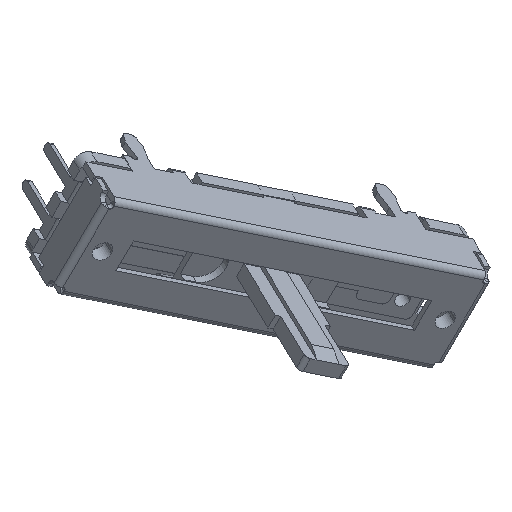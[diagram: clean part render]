
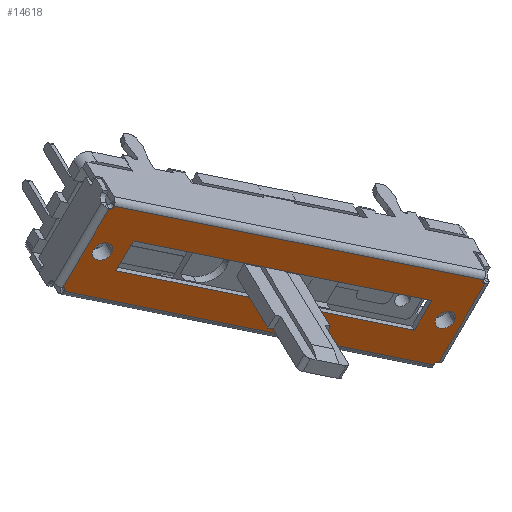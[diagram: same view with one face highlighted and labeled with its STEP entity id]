
A CAD part, left-side view. The second image highlights one B-rep face of the part: STEP entity #14618.
In plain terms, the highlighted planar face has unit normal (-0.703, -0.37, -0.608).
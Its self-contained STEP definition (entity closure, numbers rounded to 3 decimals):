
#3482=DIRECTION('',(0.565,-0.809,-0.161));
#3483=VECTOR('',#3482,33.407);
#3484=CARTESIAN_POINT('',(-4.557,-0.878,
-10.537));
#3485=LINE('',#3484,#3483);
#3548=CARTESIAN_POINT('',(-4.718,-0.704,
-10.458));
#3549=DIRECTION('',(0.703,0.37,0.608));
#3550=DIRECTION('',(-0.54,-0.279,0.794));
#3551=AXIS2_PLACEMENT_3D('',#3548,#3549,#3550);
#3553=CARTESIAN_POINT('',(-8.132,-4.31,
-4.318));
#3554=DIRECTION('',(0.703,0.37,0.608));
#3555=DIRECTION('',(0.463,-0.886,0.003));
#3556=AXIS2_PLACEMENT_3D('',#3553,#3554,#3555);
#3558=CARTESIAN_POINT('',(11.017,-31.74,
-9.781));
#3559=DIRECTION('',(0.703,0.37,0.608));
#3560=DIRECTION('',(0.54,0.279,-0.794));
#3561=AXIS2_PLACEMENT_3D('',#3558,#3559,#3560);
#3563=CARTESIAN_POINT('',(14.431,-28.135,
-15.92));
#3564=DIRECTION('',(0.703,0.37,0.608));
#3565=DIRECTION('',(-0.463,0.886,-0.003));
#3566=AXIS2_PLACEMENT_3D('',#3563,#3564,#3565);
#3568=CARTESIAN_POINT('',(11.906,-28.766,
-12.617));
#3569=DIRECTION('',(0.703,0.37,0.608));
#3570=DIRECTION('',(-0.565,0.809,0.161));
#3571=AXIS2_PLACEMENT_3D('',#3568,#3569,#3570);
#3573=CARTESIAN_POINT('',(11.906,-28.766,
-12.617));
#3574=DIRECTION('',(0.703,0.37,0.608));
#3575=DIRECTION('',(0.565,-0.809,-0.161));
#3576=AXIS2_PLACEMENT_3D('',#3573,#3574,#3575);
#3578=CARTESIAN_POINT('',(-5.607,-3.679,
-7.621));
#3579=DIRECTION('',(0.703,0.37,0.608));
#3580=DIRECTION('',(-0.565,0.809,0.161));
#3581=AXIS2_PLACEMENT_3D('',#3578,#3579,#3580);
#3583=CARTESIAN_POINT('',(-5.607,-3.679,
-7.621));
#3584=DIRECTION('',(0.703,0.37,0.608));
#3585=DIRECTION('',(0.565,-0.809,-0.161));
#3586=AXIS2_PLACEMENT_3D('',#3583,#3584,#3585);
#3599=DIRECTION('',(0.432,0.457,-0.778));
#3600=VECTOR('',#3599,7.407);
#3601=CARTESIAN_POINT('',(-8.056,-4.156,
-4.5));
#3602=LINE('',#3601,#3600);
#4495=DIRECTION('',(-0.432,-0.457,0.778));
#4496=VECTOR('',#4495,7.407);
#4497=CARTESIAN_POINT('',(14.354,-28.288,
-15.739));
#4498=LINE('',#4497,#4496);
#4662=DIRECTION('',(-0.565,0.809,0.161));
#4663=VECTOR('',#4662,33.407);
#4664=CARTESIAN_POINT('',(10.856,-31.566,
-9.701));
#4665=LINE('',#4664,#4663);
#4882=DIRECTION('',(-0.432,-0.457,0.778));
#4883=VECTOR('',#4882,2.8);
#4884=CARTESIAN_POINT('',(11.381,-26.508,
-13.383));
#4885=LINE('',#4884,#4883);
#4890=DIRECTION('',(0.565,-0.809,-0.161));
#4891=VECTOR('',#4890,27.);
#4892=CARTESIAN_POINT('',(-3.872,-4.658,
-9.032));
#4893=LINE('',#4892,#4891);
#4902=DIRECTION('',(0.432,0.457,-0.778));
#4903=VECTOR('',#4902,2.8);
#4904=CARTESIAN_POINT('',(-5.082,-5.936,
-6.855));
#4905=LINE('',#4904,#4903);
#4914=DIRECTION('',(-0.565,0.809,0.161));
#4915=VECTOR('',#4914,27.);
#4916=CARTESIAN_POINT('',(10.17,-27.786,
-11.206));
#4917=LINE('',#4916,#4915);
#7703=CARTESIAN_POINT('',(-4.853,-0.773,
-10.259));
#7704=CARTESIAN_POINT('',(-4.557,-0.878,
-10.537));
#7705=VERTEX_POINT('',#7703);
#7706=VERTEX_POINT('',#7704);
#7707=CARTESIAN_POINT('',(-8.056,-4.156,
-4.5));
#7708=VERTEX_POINT('',#7707);
#7709=CARTESIAN_POINT('',(-8.016,-4.531,
-4.317));
#7710=VERTEX_POINT('',#7709);
#7711=CARTESIAN_POINT('',(10.856,-31.566,
-9.701));
#7712=VERTEX_POINT('',#7711);
#7713=CARTESIAN_POINT('',(11.152,-31.671,
-9.979));
#7714=VERTEX_POINT('',#7713);
#7715=CARTESIAN_POINT('',(14.354,-28.288,
-15.739));
#7716=VERTEX_POINT('',#7715);
#7717=CARTESIAN_POINT('',(14.315,-27.913,
-15.921));
#7718=VERTEX_POINT('',#7717);
#7719=CARTESIAN_POINT('',(11.381,-26.508,
-13.383));
#7720=CARTESIAN_POINT('',(10.17,-27.786,
-11.206));
#7721=VERTEX_POINT('',#7719);
#7722=VERTEX_POINT('',#7720);
#7723=CARTESIAN_POINT('',(-5.082,-5.936,
-6.855));
#7724=VERTEX_POINT('',#7723);
#7725=CARTESIAN_POINT('',(-3.872,-4.658,
-9.032));
#7726=VERTEX_POINT('',#7725);
#7727=CARTESIAN_POINT('',(11.454,-28.118,
-12.488));
#7728=CARTESIAN_POINT('',(12.358,-29.413,
-12.746));
#7729=VERTEX_POINT('',#7727);
#7730=VERTEX_POINT('',#7728);
#7731=CARTESIAN_POINT('',(-6.059,-3.031,
-7.492));
#7732=CARTESIAN_POINT('',(-5.155,-4.326,
-7.75));
#7733=VERTEX_POINT('',#7731);
#7734=VERTEX_POINT('',#7732);
#14575=CARTESIAN_POINT('',(3.149,-16.222,
-10.119));
#14576=DIRECTION('',(0.703,0.37,0.608));
#14577=DIRECTION('',(0.565,-0.809,-0.161));
#14578=AXIS2_PLACEMENT_3D('',#14575,#14576,#14577);
#14579=PLANE('',#14578);
#14580=ORIENTED_EDGE('',*,*,#14565,.F.);
#14582=ORIENTED_EDGE('',*,*,#14581,.F.);
#14584=ORIENTED_EDGE('',*,*,#14583,.F.);
#14586=ORIENTED_EDGE('',*,*,#14585,.F.);
#14588=ORIENTED_EDGE('',*,*,#14587,.F.);
#14590=ORIENTED_EDGE('',*,*,#14589,.F.);
#14592=ORIENTED_EDGE('',*,*,#14591,.F.);
#14593=ORIENTED_EDGE('',*,*,#14469,.F.);
#14594=EDGE_LOOP('',(#14580,#14582,#14584,#14586,#14588,#14590,#14592,#14593));
#14595=FACE_OUTER_BOUND('',#14594,.F.);
#14597=ORIENTED_EDGE('',*,*,#14596,.T.);
#14599=ORIENTED_EDGE('',*,*,#14598,.T.);
#14601=ORIENTED_EDGE('',*,*,#14600,.T.);
#14603=ORIENTED_EDGE('',*,*,#14602,.T.);
#14604=EDGE_LOOP('',(#14597,#14599,#14601,#14603));
#14605=FACE_BOUND('',#14604,.F.);
#14607=ORIENTED_EDGE('',*,*,#14606,.F.);
#14609=ORIENTED_EDGE('',*,*,#14608,.F.);
#14610=EDGE_LOOP('',(#14607,#14609));
#14611=FACE_BOUND('',#14610,.F.);
#14613=ORIENTED_EDGE('',*,*,#14612,.F.);
#14615=ORIENTED_EDGE('',*,*,#14614,.F.);
#14616=EDGE_LOOP('',(#14613,#14615));
#14617=FACE_BOUND('',#14616,.F.);
#3552=CIRCLE('',#3551,0.25);
#3557=CIRCLE('',#3556,0.25);
#3562=CIRCLE('',#3561,0.25);
#3567=CIRCLE('',#3566,0.25);
#3572=CIRCLE('',#3571,0.8);
#3577=CIRCLE('',#3576,0.8);
#3582=CIRCLE('',#3581,0.8);
#3587=CIRCLE('',#3586,0.8);
#14469=EDGE_CURVE('',#7706,#7718,#3485,.T.);
#14565=EDGE_CURVE('',#7705,#7706,#3552,.T.);
#14581=EDGE_CURVE('',#7708,#7705,#3602,.T.);
#14583=EDGE_CURVE('',#7710,#7708,#3557,.T.);
#14585=EDGE_CURVE('',#7712,#7710,#4665,.T.);
#14587=EDGE_CURVE('',#7714,#7712,#3562,.T.);
#14589=EDGE_CURVE('',#7716,#7714,#4498,.T.);
#14591=EDGE_CURVE('',#7718,#7716,#3567,.T.);
#14596=EDGE_CURVE('',#7721,#7722,#4885,.T.);
#14598=EDGE_CURVE('',#7722,#7724,#4917,.T.);
#14600=EDGE_CURVE('',#7724,#7726,#4905,.T.);
#14602=EDGE_CURVE('',#7726,#7721,#4893,.T.);
#14606=EDGE_CURVE('',#7729,#7730,#3572,.T.);
#14608=EDGE_CURVE('',#7730,#7729,#3577,.T.);
#14612=EDGE_CURVE('',#7733,#7734,#3582,.T.);
#14614=EDGE_CURVE('',#7734,#7733,#3587,.T.);
#14618=ADVANCED_FACE('',(#14595,#14605,#14611,#14617),#14579,.F.);
